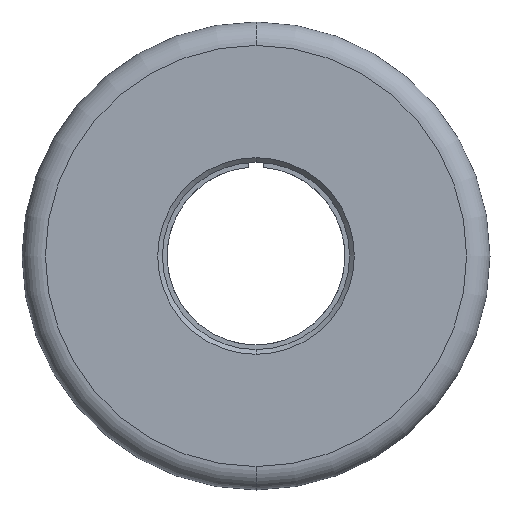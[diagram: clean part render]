
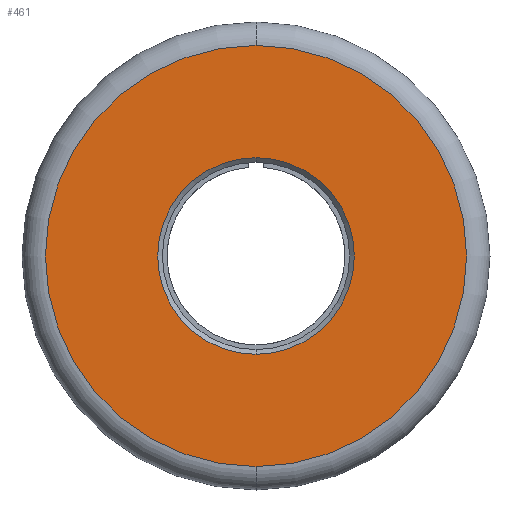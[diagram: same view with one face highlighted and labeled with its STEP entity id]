
A CAD part, front view. The second image highlights one B-rep face of the part: STEP entity #461.
In plain terms, the highlighted planar face has unit normal (0, -1, 0).
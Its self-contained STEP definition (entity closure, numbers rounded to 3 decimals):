
#10 = CARTESIAN_POINT ( 'NONE',  ( 0., 0., 10.5 ) ) ;
#60 = VERTEX_POINT ( 'NONE', #2148 ) ;
#91 = DIRECTION ( 'NONE',  ( 0., 0., -1. ) ) ;
#107 = CARTESIAN_POINT ( 'NONE',  ( 0., 0., 0. ) ) ;
#170 = DIRECTION ( 'NONE',  ( 0., 0., 1. ) ) ;
#234 = CIRCLE ( 'NONE', #731, 10.5 ) ;
#302 = DIRECTION ( 'NONE',  ( 0., 0., 1. ) ) ;
#439 = DIRECTION ( 'NONE',  ( 0., 1., 0. ) ) ;
#461 = ADVANCED_FACE ( 'NONE', ( #1732, #877 ), #863, .F. ) ;
#500 = ORIENTED_EDGE ( 'NONE', *, *, #2065, .T. ) ;
#540 = CIRCLE ( 'NONE', #1116, 22.5 ) ;
#619 = EDGE_CURVE ( 'NONE', #1059, #60, #540, .T. ) ;
#667 = CIRCLE ( 'NONE', #1728, 10.5 ) ;
#731 = AXIS2_PLACEMENT_3D ( 'NONE', #107, #439, #302 ) ;
#852 = DIRECTION ( 'NONE',  ( 0., 1., 0. ) ) ;
#863 = PLANE ( 'NONE',  #1982 ) ;
#869 = VERTEX_POINT ( 'NONE', #1900 ) ;
#877 = FACE_OUTER_BOUND ( 'NONE', #2128, .T. ) ;
#881 = EDGE_LOOP ( 'NONE', ( #1528, #1432 ) ) ;
#893 = DIRECTION ( 'NONE',  ( 0., -1., 0. ) ) ;
#909 = CARTESIAN_POINT ( 'NONE',  ( 0., 0., 0. ) ) ;
#980 = AXIS2_PLACEMENT_3D ( 'NONE', #2094, #893, #1596 ) ;
#1059 = VERTEX_POINT ( 'NONE', #1749 ) ;
#1116 = AXIS2_PLACEMENT_3D ( 'NONE', #1668, #1813, #91 ) ;
#1224 = CARTESIAN_POINT ( 'NONE',  ( 13.689, 0., 0. ) ) ;
#1432 = ORIENTED_EDGE ( 'NONE', *, *, #1599, .T. ) ;
#1528 = ORIENTED_EDGE ( 'NONE', *, *, #2041, .T. ) ;
#1596 = DIRECTION ( 'NONE',  ( 0., 0., -1. ) ) ;
#1599 = EDGE_CURVE ( 'NONE', #2184, #869, #234, .T. ) ;
#1611 = DIRECTION ( 'NONE',  ( 0., 1., 0. ) ) ;
#1668 = CARTESIAN_POINT ( 'NONE',  ( 0., 0., 0. ) ) ;
#1728 = AXIS2_PLACEMENT_3D ( 'NONE', #909, #1611, #1795 ) ;
#1732 = FACE_BOUND ( 'NONE', #881, .T. ) ;
#1749 = CARTESIAN_POINT ( 'NONE',  ( 0., 0., 22.5 ) ) ;
#1795 = DIRECTION ( 'NONE',  ( 0., 0., 1. ) ) ;
#1813 = DIRECTION ( 'NONE',  ( 0., -1., 0. ) ) ;
#1900 = CARTESIAN_POINT ( 'NONE',  ( 0., 0., -10.5 ) ) ;
#1958 = CIRCLE ( 'NONE', #980, 22.5 ) ;
#1970 = ORIENTED_EDGE ( 'NONE', *, *, #619, .T. ) ;
#1982 = AXIS2_PLACEMENT_3D ( 'NONE', #1224, #852, #170 ) ;
#2041 = EDGE_CURVE ( 'NONE', #869, #2184, #667, .T. ) ;
#2065 = EDGE_CURVE ( 'NONE', #60, #1059, #1958, .T. ) ;
#2094 = CARTESIAN_POINT ( 'NONE',  ( 0., 0., 0. ) ) ;
#2128 = EDGE_LOOP ( 'NONE', ( #500, #1970 ) ) ;
#2148 = CARTESIAN_POINT ( 'NONE',  ( 0., 0., -22.5 ) ) ;
#2184 = VERTEX_POINT ( 'NONE', #10 ) ;
